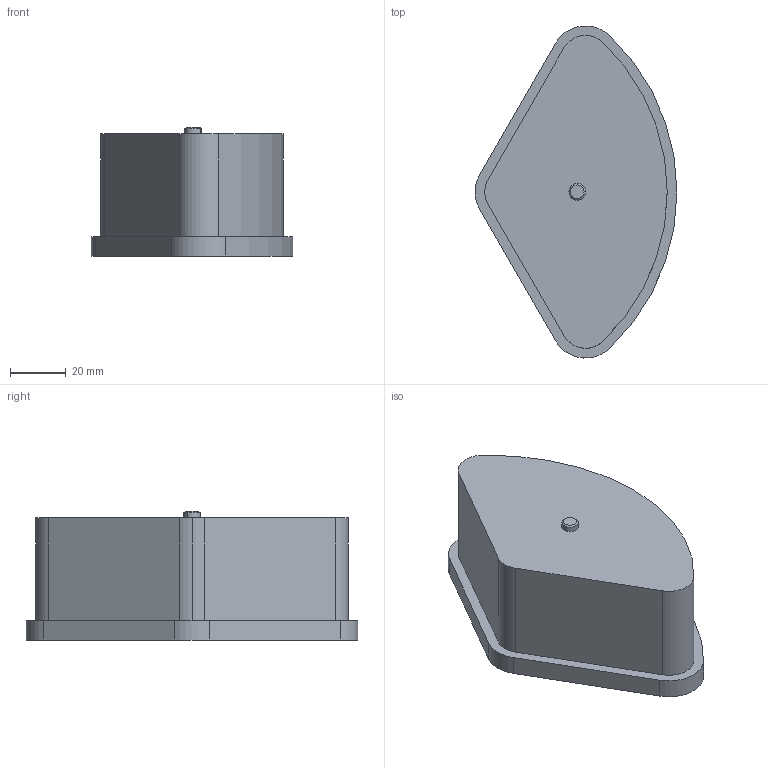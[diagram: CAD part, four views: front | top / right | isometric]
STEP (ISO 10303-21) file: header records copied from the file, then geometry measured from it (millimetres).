
FILE_DESCRIPTION (( 'STEP AP214' ), '1' );
FILE_NAME ('50509065_Segmento_8x15_bohlendoyen.STEP', '2026-04-10T12:34:32', ( '' ), ( '' ), 'SwSTEP 2.0', 'SolidWorks 2025', '' );
FILE_SCHEMA (( 'AUTOMOTIVE_DESIGN' ));
Length unit declared in the file: millimetre
Products named in the file (1): 50509065_Segmento_8x15_bohlendoyen
Bounding box: 72.7 x 119.52 x 46.7 mm (x, y, z)
Volume: 212183.4 mm3; surface area: 31294.9 mm2
Topology: 2 solids, 3 shells, 349 faces, 823 edges, 525 vertices
Faces by surface type: plane 142, cylinder 90, bspline 75, cone 22, torus 20
Entity records: 14141 total; most frequent: CARTESIAN_POINT 6403, ORIENTED_EDGE 1642, DIRECTION 1447, EDGE_CURVE 821, VERTEX_POINT 525, AXIS2_PLACEMENT_3D 501, LINE 445, VECTOR 445
